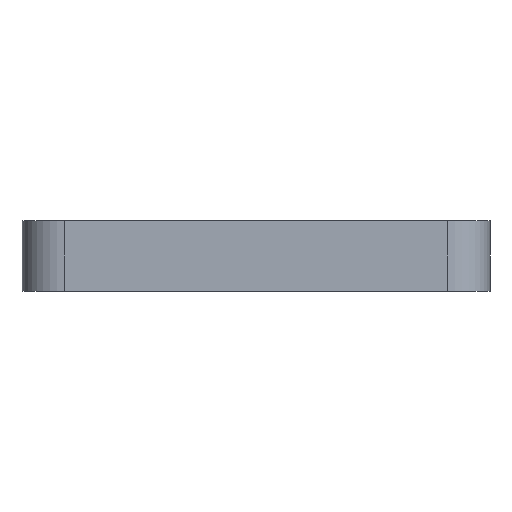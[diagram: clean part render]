
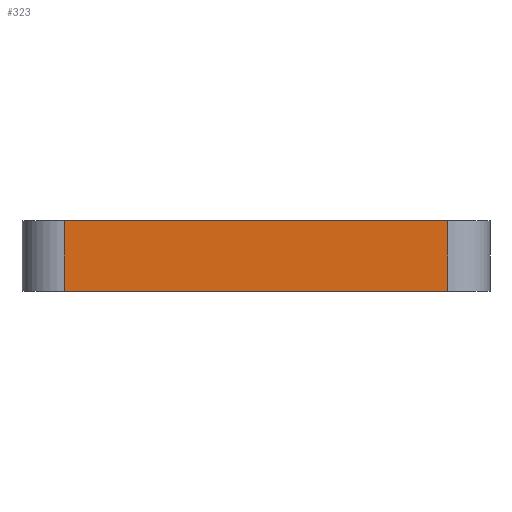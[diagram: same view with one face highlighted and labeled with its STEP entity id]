
A CAD part, left-side view. The second image highlights one B-rep face of the part: STEP entity #323.
In plain terms, the highlighted planar face has unit normal (-1, 0, 0).
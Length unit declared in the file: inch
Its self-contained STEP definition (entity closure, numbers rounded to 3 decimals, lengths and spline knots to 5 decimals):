
#26 = CARTESIAN_POINT ( 'NONE',  ( -0.65551, -0.5374, -0.09843 ) ) ;
#127 = CARTESIAN_POINT ( 'NONE',  ( -0.65551, -0.65551, 0.09843 ) ) ;
#146 = VERTEX_POINT ( 'NONE', #434 ) ;
#147 = LINE ( 'NONE', #752, #607 ) ;
#163 = PLANE ( 'NONE',  #391 ) ;
#233 = LINE ( 'NONE', #711, #644 ) ;
#234 = DIRECTION ( 'NONE',  ( 0., -1., 0. ) ) ;
#299 = ORIENTED_EDGE ( 'NONE', *, *, #511, .T. ) ;
#311 = ORIENTED_EDGE ( 'NONE', *, *, #714, .T. ) ;
#322 = DIRECTION ( 'NONE',  ( 0., 0., 1. ) ) ;
#323 = ADVANCED_FACE ( 'NONE', ( #528 ), #163, .F. ) ;
#355 = DIRECTION ( 'NONE',  ( 0., 0., -1. ) ) ;
#372 = DIRECTION ( 'NONE',  ( 1., 0., 0. ) ) ;
#391 = AXIS2_PLACEMENT_3D ( 'NONE', #127, #372, #355 ) ;
#399 = ORIENTED_EDGE ( 'NONE', *, *, #401, .T. ) ;
#401 = EDGE_CURVE ( 'NONE', #146, #498, #466, .T. ) ;
#407 = VECTOR ( 'NONE', #418, 39.37008 ) ;
#414 = DIRECTION ( 'NONE',  ( 0., -1., 0. ) ) ;
#418 = DIRECTION ( 'NONE',  ( 0., 0., -1. ) ) ;
#424 = CARTESIAN_POINT ( 'NONE',  ( -0.65551, -0.5374, 0.09843 ) ) ;
#434 = CARTESIAN_POINT ( 'NONE',  ( -0.65551, 0.5374, -0.09843 ) ) ;
#454 = ORIENTED_EDGE ( 'NONE', *, *, #691, .F. ) ;
#466 = LINE ( 'NONE', #772, #494 ) ;
#489 = CARTESIAN_POINT ( 'NONE',  ( -0.65551, 0.5374, 0.09843 ) ) ;
#494 = VECTOR ( 'NONE', #234, 39.37008 ) ;
#498 = VERTEX_POINT ( 'NONE', #26 ) ;
#511 = EDGE_CURVE ( 'NONE', #498, #713, #147, .T. ) ;
#528 = FACE_OUTER_BOUND ( 'NONE', #642, .T. ) ;
#607 = VECTOR ( 'NONE', #322, 39.37008 ) ;
#642 = EDGE_LOOP ( 'NONE', ( #399, #299, #454, #311 ) ) ;
#644 = VECTOR ( 'NONE', #414, 39.37008 ) ;
#652 = CARTESIAN_POINT ( 'NONE',  ( -0.65551, 0.5374, 0.09843 ) ) ;
#691 = EDGE_CURVE ( 'NONE', #774, #713, #233, .T. ) ;
#711 = CARTESIAN_POINT ( 'NONE',  ( -0.65551, -0.65551, 0.09843 ) ) ;
#713 = VERTEX_POINT ( 'NONE', #424 ) ;
#714 = EDGE_CURVE ( 'NONE', #774, #146, #716, .T. ) ;
#716 = LINE ( 'NONE', #652, #407 ) ;
#752 = CARTESIAN_POINT ( 'NONE',  ( -0.65551, -0.5374, 0.09843 ) ) ;
#772 = CARTESIAN_POINT ( 'NONE',  ( -0.65551, -0.65551, -0.09843 ) ) ;
#774 = VERTEX_POINT ( 'NONE', #489 ) ;
